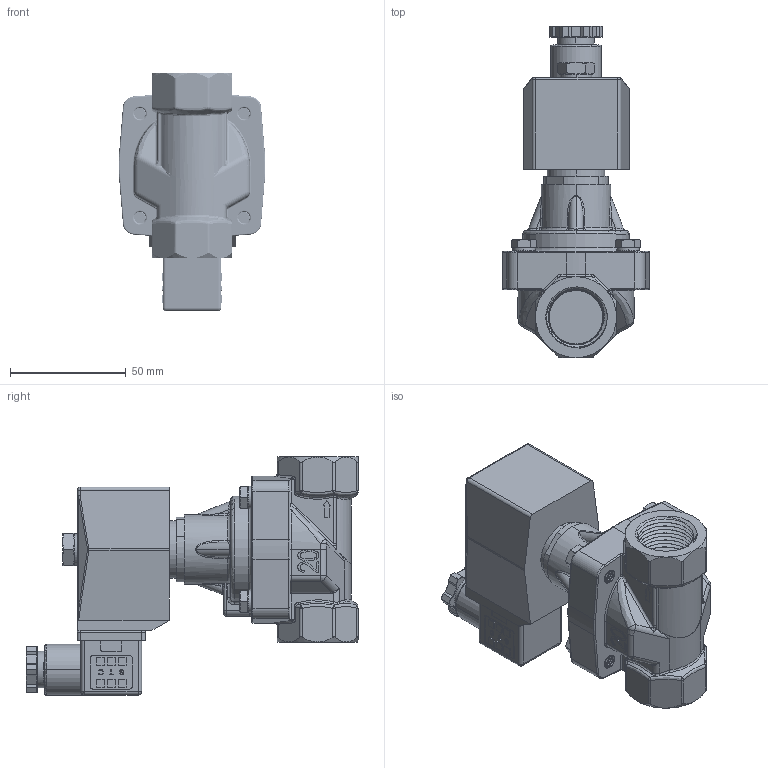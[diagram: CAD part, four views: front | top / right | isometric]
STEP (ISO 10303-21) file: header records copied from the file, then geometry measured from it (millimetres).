
FILE_DESCRIPTION (( 'STEP AP214' ), '1' );
FILE_NAME ('2LS200-3-4.STEP', '2018-08-16T22:28:58', ( '' ), ( '' ), 'SwSTEP 2.0', 'SolidWorks 2016', '' );
FILE_SCHEMA (( 'AUTOMOTIVE_DESIGN' ));
Length unit declared in the file: millimetre
Products named in the file (1): 2LS200-3-4
Bounding box: 63.53 x 143.51 x 102.9 mm (x, y, z)
Volume: 267722.3 mm3; surface area: 70372.6 mm2
Topology: 21 solids, 21 shells, 2309 faces, 6494 edges, 4290 vertices
Faces by surface type: plane 1076, cylinder 717, bspline 278, cone 127, torus 72, sphere 39
Entity records: 156299 total; most frequent: CARTESIAN_POINT 75980, ORIENTED_EDGE 12952, DIRECTION 9150, EDGE_CURVE 6476, VERTEX_POINT 4290, VECTOR 3518, LINE 3518, AXIS2_PLACEMENT_3D 2816
